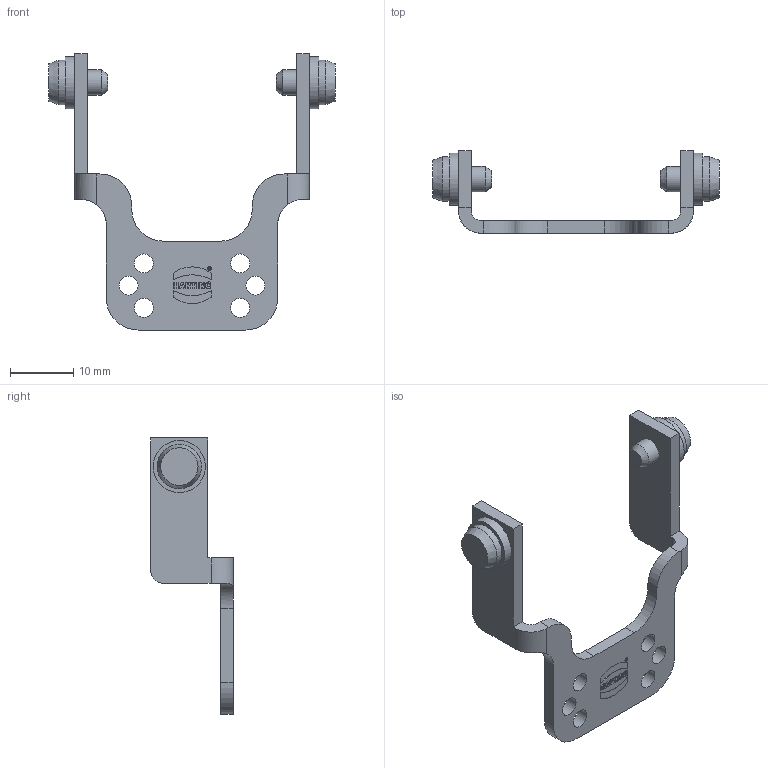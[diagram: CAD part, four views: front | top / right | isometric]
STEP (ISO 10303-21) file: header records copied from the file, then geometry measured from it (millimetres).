
FILE_DESCRIPTION(/* description */ (''),/* implementation_level */ '2;1');
FILE_NAME(/* name */ '100095172ugm000_c.stp',/* time_stamp */ '2019-03-27T13:35:49+01:00',/* author */ (''),/* organization */ (''),/* preprocessor_version */ 'ST-DEVELOPER v16.7',/* originating_system */ 'SIEMENS PLM Software NX 12.0',/* authorisation */ '');
FILE_SCHEMA (('AUTOMOTIVE_DESIGN { 1 0 10303 214 3 1 1 1 }'));
Length unit declared in the file: millimetre
Products named in the file (1): 100095172ugm000_c
Bounding box: 45.2 x 13 x 43.5 mm (x, y, z)
Volume: 2162 mm3; surface area: 2582.9 mm2
Topology: 1 solids, 1 shells, 159 faces, 416 edges, 282 vertices
Faces by surface type: plane 117, cylinder 35, cone 4, extrusion 3
Full cylindrical faces by diameter (mm): 0.42 x1, 0.6 x1, 3 x6, 4 x2, 7 x2, 8.2 x2
Entity records: 6099 total; most frequent: CARTESIAN_POINT 1074, ORIENTED_EDGE 772, DIRECTION 769, EDGE_CURVE 386, VECTOR 307, LINE 304, VERTEX_POINT 268, AXIS2_PLACEMENT_3D 231
